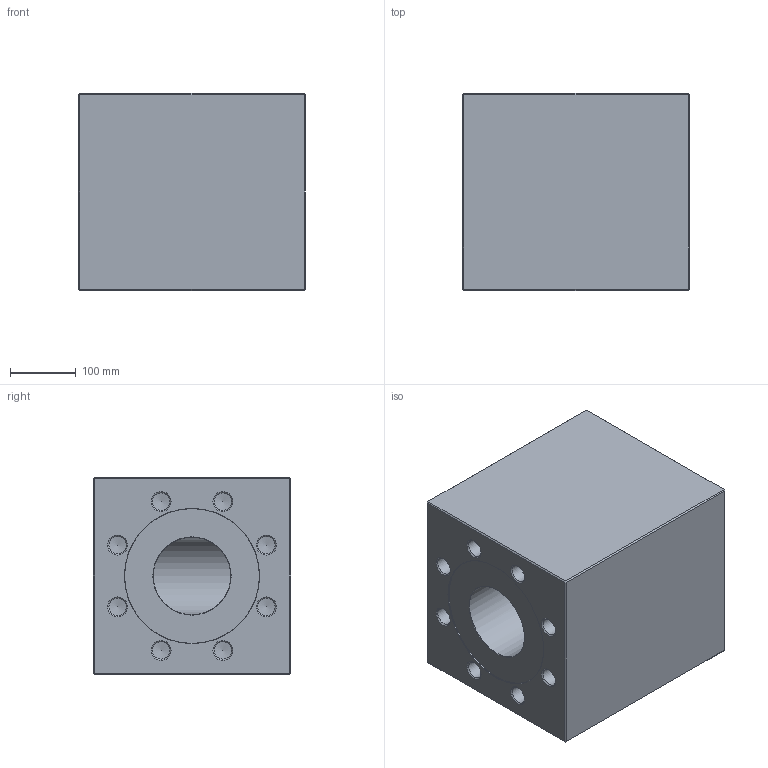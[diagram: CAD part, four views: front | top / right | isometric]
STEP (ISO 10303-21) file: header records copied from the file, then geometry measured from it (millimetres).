
FILE_DESCRIPTION(/* description */ (''),/* implementation_level */ '2;1');
FILE_NAME(/* name */ 'X-FVH125-4.stp',/* time_stamp */ '2025-01-17T06:45:45+01:00',/* author */ (''),/* organization */ (''),/* preprocessor_version */ 'ST-DEVELOPER v16',/* originating_system */ 'SIEMENS PLM Software NX 10.0',/* authorisation */ '');
FILE_SCHEMA (('CONFIG_CONTROL_DESIGN'));
Length unit declared in the file: millimetre
Products named in the file (1): X-FVH125-4
Bounding box: 345 x 300 x 300 mm (x, y, z)
Volume: 26606422.6 mm3; surface area: 770556 mm2
Topology: 1 solids, 1 shells, 86 faces, 202 edges, 120 vertices
Faces by surface type: cone 36, plane 29, cylinder 21
Full cylindrical faces by diameter (mm): 26.5 x16, 118 x2, 205.185 x2
Entity records: 1958 total; most frequent: DIRECTION 344, CARTESIAN_POINT 297, ORIENTED_EDGE 220, AXIS2_PLACEMENT_3D 148, EDGE_LOOP 145, FACE_BOUND 136, EDGE_CURVE 110, VERTEX_POINT 101
